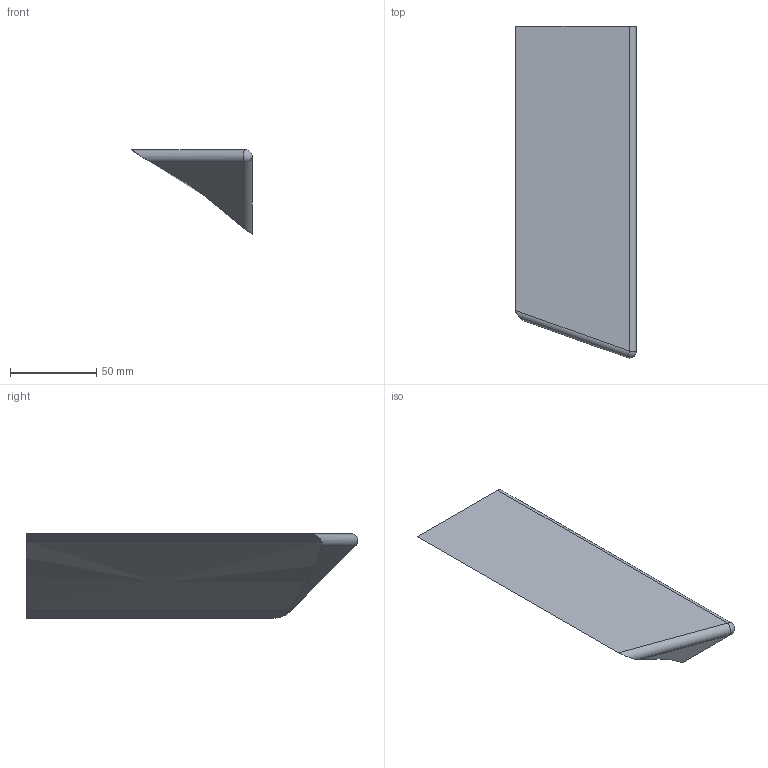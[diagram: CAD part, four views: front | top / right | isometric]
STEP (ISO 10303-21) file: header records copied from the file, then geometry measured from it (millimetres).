
FILE_DESCRIPTION(/* description */ (''),/* implementation_level */ '2;1');
FILE_NAME(/* name */ 'FootRest_1 v6.step',/* time_stamp */ '2024-11-16T12:43:13+11:00',/* author */ (''),/* organization */ (''),/* preprocessor_version */ 'ST-DEVELOPER v20',/* originating_system */ 'Autodesk Translation Framework v13.20.0.188',/* authorisation */ '');
FILE_SCHEMA (('AUTOMOTIVE_DESIGN { 1 0 10303 214 3 1 1 }'));
Length unit declared in the file: millimetre
Products named in the file (1): FootRest_1
Bounding box: 70 x 192.73 x 49.01 mm (x, y, z)
Volume: 279414.7 mm3; surface area: 38462.2 mm2
Topology: 1 solids, 1 shells, 11 faces, 24 edges, 15 vertices
Faces by surface type: plane 6, cylinder 3, sphere 1, bspline 1
Entity records: 385 total; most frequent: CARTESIAN_POINT 114, DIRECTION 49, ORIENTED_EDGE 48, EDGE_CURVE 24, AXIS2_PLACEMENT_3D 17, LINE 15, VECTOR 15, VERTEX_POINT 15
